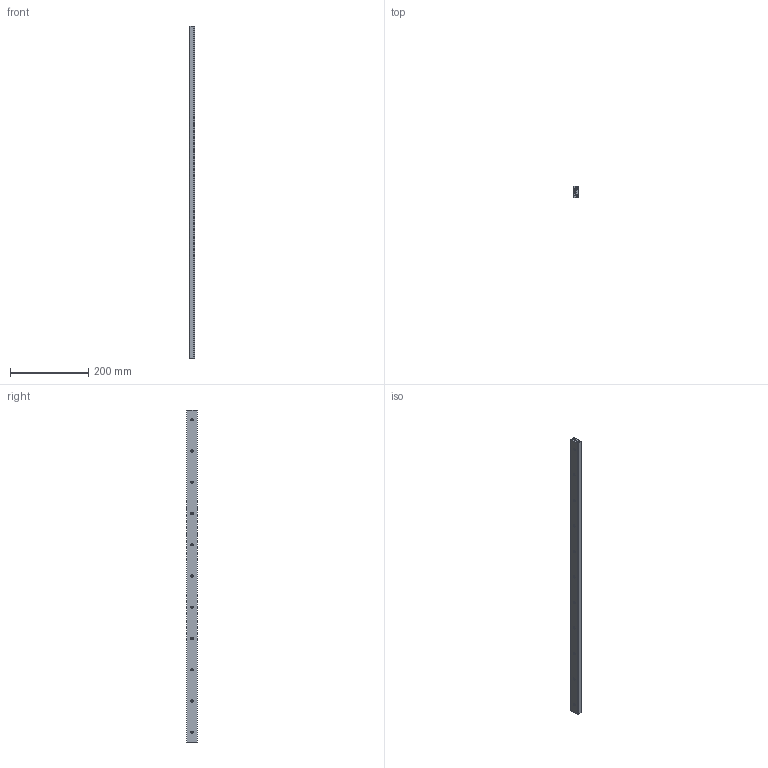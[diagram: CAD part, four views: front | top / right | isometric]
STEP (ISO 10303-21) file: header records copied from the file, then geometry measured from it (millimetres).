
FILE_DESCRIPTION (( 'STEP AP214' ), '1' );
FILE_NAME ('FR 5328_0850mm_34inch_closed.STEP', '2022-10-17T12:07:38', ( '' ), ( '' ), 'SwSTEP 2.0', 'SolidWorks 2020', '' );
FILE_SCHEMA (( 'AUTOMOTIVE_DESIGN' ));
Length unit declared in the file: millimetre
Products named in the file (5): 5328.XXX-01.T091_NL  850; 5328.XXX-03.T091_NL  850; FR 5328_0850mm_34inch_closed
Assembly tree (4 placements, depth 3):
  FR 5328_0850mm_34inch_closed
    5328.XXX-01.T091_NL  850
      5328.XXX-01.T091_NL  850
    5328.XXX-03.T091_NL  850
      5328.XXX-03.T091_NL  850
Bounding box: 13 x 28 x 850 mm (x, y, z)
Volume: 218469.9 mm3; surface area: 119245.3 mm2
Topology: 2 solids, 2 shells, 138 faces, 358 edges, 224 vertices
Faces by surface type: cylinder 72, cone 44, plane 22
Entity records: 4750 total; most frequent: DIRECTION 840, CARTESIAN_POINT 729, ORIENTED_EDGE 716, EDGE_CURVE 358, AXIS2_PLACEMENT_3D 335, VERTEX_POINT 224, CIRCLE 188, EDGE_LOOP 182
